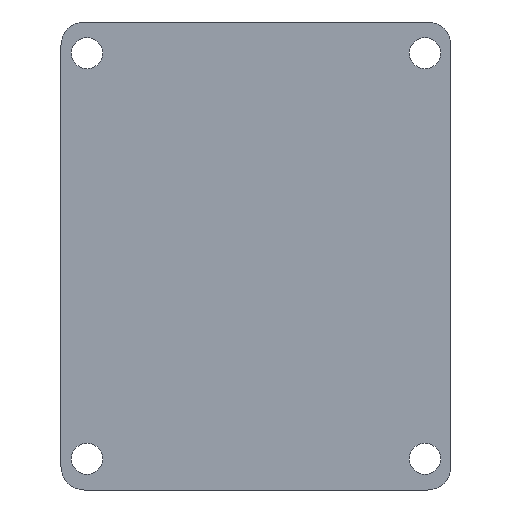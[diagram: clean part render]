
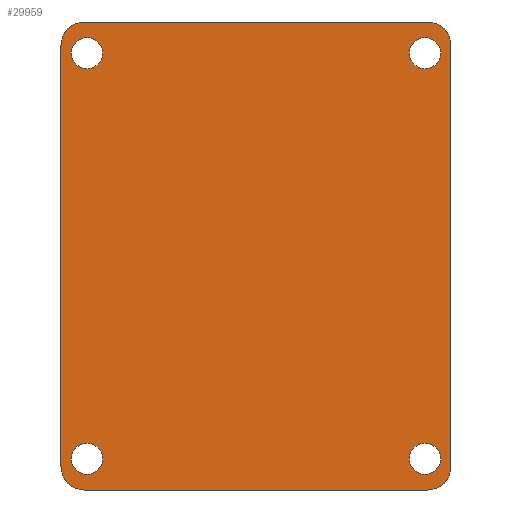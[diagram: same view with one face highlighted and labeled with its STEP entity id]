
A CAD part, front view. The second image highlights one B-rep face of the part: STEP entity #29959.
In plain terms, the highlighted planar face has unit normal (0, -1, 0).
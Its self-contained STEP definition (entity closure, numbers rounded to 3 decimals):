
#1635=LINE('',#38782,#4678);
#1638=LINE('',#38788,#4681);
#1639=LINE('',#38792,#4682);
#1640=LINE('',#38796,#4683);
#4678=VECTOR('',#33055,54.);
#4681=VECTOR('',#33060,44.);
#4682=VECTOR('',#33063,54.);
#4683=VECTOR('',#33066,44.);
#7724=PLANE('',#31682);
#8768=FACE_BOUND('',#10523,.T.);
#8769=FACE_BOUND('',#10524,.T.);
#8770=FACE_BOUND('',#10525,.T.);
#8771=FACE_BOUND('',#10526,.T.);
#8870=FACE_OUTER_BOUND('',#10522,.T.);
#10522=EDGE_LOOP('',(#19589,#19590,#19591,#19592,#19593,#19594,#19595,#19596));
#10523=EDGE_LOOP('',(#19597));
#10524=EDGE_LOOP('',(#19598));
#10525=EDGE_LOOP('',(#19599));
#10526=EDGE_LOOP('',(#19600));
#12261=CIRCLE('',#31680,3.);
#12262=CIRCLE('',#31683,3.);
#12263=CIRCLE('',#31684,3.);
#12264=CIRCLE('',#31685,3.);
#12265=CIRCLE('',#31686,2.);
#12266=CIRCLE('',#31687,2.);
#12267=CIRCLE('',#31688,2.);
#12268=CIRCLE('',#31689,2.);
#12466=VERTEX_POINT('',#38775);
#12467=VERTEX_POINT('',#38777);
#12468=VERTEX_POINT('',#38781);
#12470=VERTEX_POINT('',#38787);
#12471=VERTEX_POINT('',#38789);
#12472=VERTEX_POINT('',#38791);
#12473=VERTEX_POINT('',#38793);
#12474=VERTEX_POINT('',#38795);
#12475=VERTEX_POINT('',#38798);
#12476=VERTEX_POINT('',#38800);
#12477=VERTEX_POINT('',#38802);
#12478=VERTEX_POINT('',#38804);
#15290=EDGE_CURVE('',#12466,#12467,#12261,.T.);
#15292=EDGE_CURVE('',#12468,#12467,#1635,.T.);
#15295=EDGE_CURVE('',#12466,#12470,#1638,.T.);
#15296=EDGE_CURVE('',#12471,#12470,#12262,.T.);
#15297=EDGE_CURVE('',#12471,#12472,#1639,.T.);
#15298=EDGE_CURVE('',#12473,#12472,#12263,.T.);
#15299=EDGE_CURVE('',#12473,#12474,#1640,.T.);
#15300=EDGE_CURVE('',#12468,#12474,#12264,.T.);
#15301=EDGE_CURVE('',#12475,#12475,#12265,.T.);
#15302=EDGE_CURVE('',#12476,#12476,#12266,.T.);
#15303=EDGE_CURVE('',#12477,#12477,#12267,.T.);
#15304=EDGE_CURVE('',#12478,#12478,#12268,.T.);
#19589=ORIENTED_EDGE('',*,*,#15290,.F.);
#19590=ORIENTED_EDGE('',*,*,#15295,.T.);
#19591=ORIENTED_EDGE('',*,*,#15296,.F.);
#19592=ORIENTED_EDGE('',*,*,#15297,.T.);
#19593=ORIENTED_EDGE('',*,*,#15298,.F.);
#19594=ORIENTED_EDGE('',*,*,#15299,.T.);
#19595=ORIENTED_EDGE('',*,*,#15300,.F.);
#19596=ORIENTED_EDGE('',*,*,#15292,.T.);
#19597=ORIENTED_EDGE('',*,*,#15301,.F.);
#19598=ORIENTED_EDGE('',*,*,#15302,.F.);
#19599=ORIENTED_EDGE('',*,*,#15303,.F.);
#19600=ORIENTED_EDGE('',*,*,#15304,.F.);
#29959=ADVANCED_FACE('',(#8870,#8768,#8769,#8770,#8771),#7724,.F.);
#31680=AXIS2_PLACEMENT_3D('',#38778,#33050,#33051);
#31682=AXIS2_PLACEMENT_3D('',#38786,#33058,#33059);
#31683=AXIS2_PLACEMENT_3D('',#38790,#33061,#33062);
#31684=AXIS2_PLACEMENT_3D('',#38794,#33064,#33065);
#31685=AXIS2_PLACEMENT_3D('',#38797,#33067,#33068);
#31686=AXIS2_PLACEMENT_3D('',#38799,#33069,#33070);
#31687=AXIS2_PLACEMENT_3D('',#38801,#33071,#33072);
#31688=AXIS2_PLACEMENT_3D('',#38803,#33073,#33074);
#31689=AXIS2_PLACEMENT_3D('',#38805,#33075,#33076);
#33050=DIRECTION('center_axis',(0.,1.,0.));
#33051=DIRECTION('ref_axis',(0.707,0.,0.707));
#33055=DIRECTION('',(0.,0.,1.));
#33058=DIRECTION('center_axis',(0.,1.,0.));
#33059=DIRECTION('ref_axis',(1.,0.,0.));
#33060=DIRECTION('',(-1.,0.,0.));
#33061=DIRECTION('center_axis',(0.,1.,0.));
#33062=DIRECTION('ref_axis',(-0.707,0.,0.707));
#33063=DIRECTION('',(0.,0.,-1.));
#33064=DIRECTION('center_axis',(0.,1.,0.));
#33065=DIRECTION('ref_axis',(-0.707,0.,-0.707));
#33066=DIRECTION('',(1.,0.,0.));
#33067=DIRECTION('center_axis',(0.,1.,0.));
#33068=DIRECTION('ref_axis',(0.707,0.,-0.707));
#33069=DIRECTION('center_axis',(0.,-1.,0.));
#33070=DIRECTION('ref_axis',(1.,0.,0.));
#33071=DIRECTION('center_axis',(0.,-1.,0.));
#33072=DIRECTION('ref_axis',(1.,0.,0.));
#33073=DIRECTION('center_axis',(0.,-1.,0.));
#33074=DIRECTION('ref_axis',(1.,0.,0.));
#33075=DIRECTION('center_axis',(0.,-1.,0.));
#33076=DIRECTION('ref_axis',(1.,0.,0.));
#38775=CARTESIAN_POINT('',(22.,0.,30.));
#38777=CARTESIAN_POINT('',(25.,0.,27.));
#38778=CARTESIAN_POINT('Origin',(22.,0.,27.));
#38781=CARTESIAN_POINT('',(25.,0.,-27.));
#38782=CARTESIAN_POINT('',(25.,0.,-30.));
#38786=CARTESIAN_POINT('Origin',(0.,0.,0.));
#38787=CARTESIAN_POINT('',(-22.,0.,30.));
#38788=CARTESIAN_POINT('',(25.,0.,30.));
#38789=CARTESIAN_POINT('',(-25.,0.,27.));
#38790=CARTESIAN_POINT('Origin',(-22.,0.,27.));
#38791=CARTESIAN_POINT('',(-25.,0.,-27.));
#38792=CARTESIAN_POINT('',(-25.,0.,30.));
#38793=CARTESIAN_POINT('',(-22.,0.,-30.));
#38794=CARTESIAN_POINT('Origin',(-22.,0.,-27.));
#38795=CARTESIAN_POINT('',(22.,0.,-30.));
#38796=CARTESIAN_POINT('',(-25.,0.,-30.));
#38797=CARTESIAN_POINT('Origin',(22.,0.,-27.));
#38798=CARTESIAN_POINT('',(-23.667,0.,-26.));
#38799=CARTESIAN_POINT('Origin',(-21.667,0.,-26.));
#38800=CARTESIAN_POINT('',(19.667,0.,-26.));
#38801=CARTESIAN_POINT('Origin',(21.667,0.,-26.));
#38802=CARTESIAN_POINT('',(-23.667,0.,26.));
#38803=CARTESIAN_POINT('Origin',(-21.667,0.,26.));
#38804=CARTESIAN_POINT('',(19.667,0.,26.));
#38805=CARTESIAN_POINT('Origin',(21.667,0.,26.));
